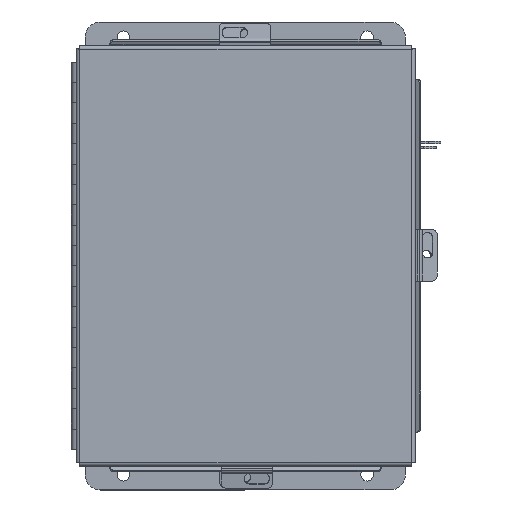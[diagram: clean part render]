
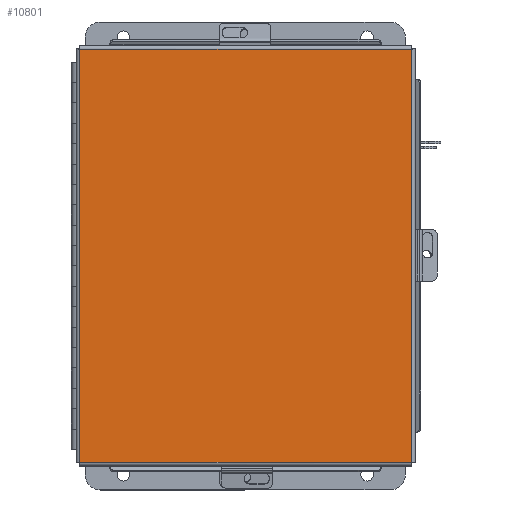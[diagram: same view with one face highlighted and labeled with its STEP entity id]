
A CAD part, top view. The second image highlights one B-rep face of the part: STEP entity #10801.
In plain terms, the highlighted face is planar.
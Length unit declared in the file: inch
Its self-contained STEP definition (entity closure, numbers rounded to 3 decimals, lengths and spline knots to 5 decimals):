
#1058 = ORIENTED_EDGE ( 'NONE', *, *, #7270, .T. ) ;
#1224 = VERTEX_POINT ( 'NONE', #10285 ) ;
#1358 = LINE ( 'NONE', #12738, #14473 ) ;
#1488 = PLANE ( 'NONE',  #5866 ) ;
#3157 = VERTEX_POINT ( 'NONE', #14572 ) ;
#3250 = EDGE_CURVE ( 'NONE', #5959, #4069, #12061, .T. ) ;
#3432 = VECTOR ( 'NONE', #5608, 39.37008 ) ;
#4032 = DIRECTION ( 'NONE',  ( 0., 0., -1. ) ) ;
#4069 = VERTEX_POINT ( 'NONE', #16160 ) ;
#4298 = CARTESIAN_POINT ( 'NONE',  ( 4.07448, -5.06855, -0.0747 ) ) ;
#5608 = DIRECTION ( 'NONE',  ( -1., 0., 0. ) ) ;
#5866 = AXIS2_PLACEMENT_3D ( 'NONE', #9116, #4032, #12927 ) ;
#5959 = VERTEX_POINT ( 'NONE', #12127 ) ;
#6350 = VECTOR ( 'NONE', #13952, 39.37008 ) ;
#7229 = LINE ( 'NONE', #4298, #3432 ) ;
#7270 = EDGE_CURVE ( 'NONE', #1224, #5959, #7229, .T. ) ;
#7711 = DIRECTION ( 'NONE',  ( 0., -1., 0. ) ) ;
#8551 = EDGE_LOOP ( 'NONE', ( #16188, #13989, #1058, #9784 ) ) ;
#8718 = VECTOR ( 'NONE', #16388, 39.37008 ) ;
#9116 = CARTESIAN_POINT ( 'NONE',  ( 0., 0., -0.0747 ) ) ;
#9784 = ORIENTED_EDGE ( 'NONE', *, *, #3250, .T. ) ;
#10108 = CARTESIAN_POINT ( 'NONE',  ( -4.07448, 5.06855, -0.0747 ) ) ;
#10285 = CARTESIAN_POINT ( 'NONE',  ( 4.06855, -5.06855, -0.0747 ) ) ;
#10501 = LINE ( 'NONE', #10108, #6350 ) ;
#10801 = ADVANCED_FACE ( 'NONE', ( #12694 ), #1488, .T. ) ;
#12026 = EDGE_CURVE ( 'NONE', #4069, #3157, #10501, .T. ) ;
#12061 = LINE ( 'NONE', #14462, #8718 ) ;
#12127 = CARTESIAN_POINT ( 'NONE',  ( -4.06855, -5.06855, -0.0747 ) ) ;
#12694 = FACE_OUTER_BOUND ( 'NONE', #8551, .T. ) ;
#12738 = CARTESIAN_POINT ( 'NONE',  ( 4.06855, 5.07448, -0.0747 ) ) ;
#12927 = DIRECTION ( 'NONE',  ( -1., 0., 0. ) ) ;
#13952 = DIRECTION ( 'NONE',  ( 1., 0., 0. ) ) ;
#13989 = ORIENTED_EDGE ( 'NONE', *, *, #14958, .T. ) ;
#14462 = CARTESIAN_POINT ( 'NONE',  ( -4.06855, -5.07448, -0.0747 ) ) ;
#14473 = VECTOR ( 'NONE', #7711, 39.37008 ) ;
#14572 = CARTESIAN_POINT ( 'NONE',  ( 4.06855, 5.06855, -0.0747 ) ) ;
#14958 = EDGE_CURVE ( 'NONE', #3157, #1224, #1358, .T. ) ;
#16160 = CARTESIAN_POINT ( 'NONE',  ( -4.06855, 5.06855, -0.0747 ) ) ;
#16188 = ORIENTED_EDGE ( 'NONE', *, *, #12026, .T. ) ;
#16388 = DIRECTION ( 'NONE',  ( 0., 1., 0. ) ) ;
